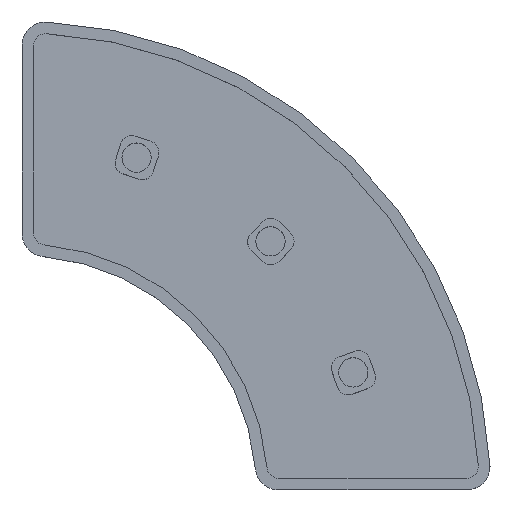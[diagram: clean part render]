
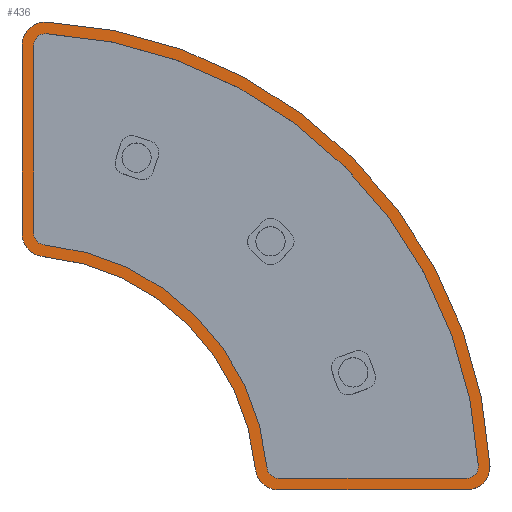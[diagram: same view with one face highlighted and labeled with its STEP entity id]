
A CAD part, top view. The second image highlights one B-rep face of the part: STEP entity #436.
In plain terms, the highlighted planar face has unit normal (0, 0, 1).
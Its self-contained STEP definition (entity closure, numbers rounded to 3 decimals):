
#1 = VECTOR ( 'NONE', #1266, 1000. ) ;
#8 = CARTESIAN_POINT ( 'NONE',  ( -26.275, 11.882, 2.5 ) ) ;
#20 = EDGE_CURVE ( 'NONE', #1305, #971, #1593, .T. ) ;
#53 = VERTEX_POINT ( 'NONE', #1535 ) ;
#56 = CIRCLE ( 'NONE', #559, 2. ) ;
#57 = DIRECTION ( 'NONE',  ( -1., 0., 0. ) ) ;
#62 = DIRECTION ( 'NONE',  ( -1., 0., 0. ) ) ;
#84 = CARTESIAN_POINT ( 'NONE',  ( -27.275, 11.882, 2.5 ) ) ;
#102 = CARTESIAN_POINT ( 'NONE',  ( -28.275, 11.882, 2.5 ) ) ;
#108 = EDGE_LOOP ( 'NONE', ( #1332, #412, #765, #207, #821, #793, #466, #1201, #1539 ) ) ;
#124 = AXIS2_PLACEMENT_3D ( 'NONE', #405, #919, #62 ) ;
#127 = DIRECTION ( 'NONE',  ( -1., 0., 0. ) ) ;
#156 = CARTESIAN_POINT ( 'NONE',  ( -28.275, -10.027, 2.5 ) ) ;
#158 = CIRCLE ( 'NONE', #1442, 2. ) ;
#161 = AXIS2_PLACEMENT_3D ( 'NONE', #423, #584, #1755 ) ;
#177 = ORIENTED_EDGE ( 'NONE', *, *, #1860, .F. ) ;
#183 = EDGE_CURVE ( 'NONE', #1866, #1474, #2187, .T. ) ;
#207 = ORIENTED_EDGE ( 'NONE', *, *, #1705, .F. ) ;
#216 = CARTESIAN_POINT ( 'NONE',  ( -26.456, 9.89, 2.5 ) ) ;
#220 = CARTESIAN_POINT ( 'NONE',  ( -7.362, -8.118, 2.5 ) ) ;
#236 = VERTEX_POINT ( 'NONE', #2179 ) ;
#244 = DIRECTION ( 'NONE',  ( -1., 0., 0. ) ) ;
#275 = CARTESIAN_POINT ( 'NONE',  ( -26.275, -9.027, 2.5 ) ) ;
#326 = VERTEX_POINT ( 'NONE', #1194 ) ;
#332 = DIRECTION ( 'NONE',  ( -1., 0., 0. ) ) ;
#349 = AXIS2_PLACEMENT_3D ( 'NONE', #467, #1443, #1813 ) ;
#356 = EDGE_CURVE ( 'NONE', #1063, #1738, #592, .T. ) ;
#405 = CARTESIAN_POINT ( 'NONE',  ( -6.366, -8.027, 2.5 ) ) ;
#412 = ORIENTED_EDGE ( 'NONE', *, *, #1772, .F. ) ;
#423 = CARTESIAN_POINT ( 'NONE',  ( -28.275, -10.027, 2.5 ) ) ;
#436 = ADVANCED_FACE ( 'NONE', ( #1711, #1380 ), #1545, .F. ) ;
#448 = DIRECTION ( 'NONE',  ( 1., 0., 0. ) ) ;
#466 = ORIENTED_EDGE ( 'NONE', *, *, #2062, .F. ) ;
#467 = CARTESIAN_POINT ( 'NONE',  ( -28.275, -10.027, 2.5 ) ) ;
#522 = DIRECTION ( 'NONE',  ( 1., 0., 0. ) ) ;
#531 = DIRECTION ( 'NONE',  ( 0., 0., -1. ) ) ;
#534 = DIRECTION ( 'NONE',  ( 1., 0., 0. ) ) ;
#547 = CARTESIAN_POINT ( 'NONE',  ( -27.275, 27.92, 2.5 ) ) ;
#557 = LINE ( 'NONE', #1573, #1 ) ;
#559 = AXIS2_PLACEMENT_3D ( 'NONE', #1897, #719, #534 ) ;
#560 = LINE ( 'NONE', #1244, #1627 ) ;
#584 = DIRECTION ( 'NONE',  ( 0., 0., 1. ) ) ;
#592 = CIRCLE ( 'NONE', #876, 21. ) ;
#596 = VECTOR ( 'NONE', #773, 1000. ) ;
#598 = VERTEX_POINT ( 'NONE', #1278 ) ;
#600 = EDGE_CURVE ( 'NONE', #1776, #732, #1493, .T. ) ;
#609 = EDGE_CURVE ( 'NONE', #1203, #598, #990, .T. ) ;
#658 = ORIENTED_EDGE ( 'NONE', *, *, #1850, .F. ) ;
#660 = CARTESIAN_POINT ( 'NONE',  ( 9.673, -10.027, 2.5 ) ) ;
#662 = DIRECTION ( 'NONE',  ( -1., 0., 0. ) ) ;
#701 = DIRECTION ( 'NONE',  ( 0., 0., -1. ) ) ;
#718 = EDGE_CURVE ( 'NONE', #326, #971, #917, .T. ) ;
#719 = DIRECTION ( 'NONE',  ( 0., 0., -1. ) ) ;
#732 = VERTEX_POINT ( 'NONE', #1708 ) ;
#735 = AXIS2_PLACEMENT_3D ( 'NONE', #1550, #1008, #2200 ) ;
#765 = ORIENTED_EDGE ( 'NONE', *, *, #1315, .F. ) ;
#773 = DIRECTION ( 'NONE',  ( 0., -1., 0. ) ) ;
#785 = ORIENTED_EDGE ( 'NONE', *, *, #1820, .F. ) ;
#793 = ORIENTED_EDGE ( 'NONE', *, *, #609, .F. ) ;
#807 = CARTESIAN_POINT ( 'NONE',  ( 11.673, -8.027, 2.5 ) ) ;
#821 = ORIENTED_EDGE ( 'NONE', *, *, #1381, .F. ) ;
#824 = DIRECTION ( 'NONE',  ( 0., 0., 1. ) ) ;
#849 = EDGE_CURVE ( 'NONE', #1305, #960, #158, .T. ) ;
#876 = AXIS2_PLACEMENT_3D ( 'NONE', #156, #1521, #662 ) ;
#902 = EDGE_LOOP ( 'NONE', ( #1605, #177, #1926, #1654, #1426, #785, #2023, #658 ) ) ;
#917 = CIRCLE ( 'NONE', #1485, 2. ) ;
#919 = DIRECTION ( 'NONE',  ( 0., 0., 1. ) ) ;
#952 = CIRCLE ( 'NONE', #1228, 1. ) ;
#960 = VERTEX_POINT ( 'NONE', #102 ) ;
#971 = VERTEX_POINT ( 'NONE', #1628 ) ;
#986 = AXIS2_PLACEMENT_3D ( 'NONE', #1000, #1477, #127 ) ;
#988 = VERTEX_POINT ( 'NONE', #1659 ) ;
#990 = CIRCLE ( 'NONE', #1981, 2. ) ;
#1000 = CARTESIAN_POINT ( 'NONE',  ( -26.275, 11.882, 2.5 ) ) ;
#1008 = DIRECTION ( 'NONE',  ( 0., 0., -1. ) ) ;
#1047 = DIRECTION ( 'NONE',  ( -1., 0., 0. ) ) ;
#1063 = VERTEX_POINT ( 'NONE', #1294 ) ;
#1194 = CARTESIAN_POINT ( 'NONE',  ( -6.366, -10.027, 2.5 ) ) ;
#1199 = VECTOR ( 'NONE', #1949, 1000. ) ;
#1201 = ORIENTED_EDGE ( 'NONE', *, *, #849, .F. ) ;
#1203 = VERTEX_POINT ( 'NONE', #1847 ) ;
#1224 = CARTESIAN_POINT ( 'NONE',  ( -28.275, -10.027, 2.5 ) ) ;
#1227 = AXIS2_PLACEMENT_3D ( 'NONE', #8, #531, #1047 ) ;
#1228 = AXIS2_PLACEMENT_3D ( 'NONE', #1375, #1570, #57 ) ;
#1244 = CARTESIAN_POINT ( 'NONE',  ( -6.366, -10.027, 2.5 ) ) ;
#1266 = DIRECTION ( 'NONE',  ( 0., 1., 0. ) ) ;
#1278 = CARTESIAN_POINT ( 'NONE',  ( -26.169, 29.917, 2.5 ) ) ;
#1294 = CARTESIAN_POINT ( 'NONE',  ( -26.365, 10.886, 2.5 ) ) ;
#1300 = CIRCLE ( 'NONE', #349, 40. ) ;
#1301 = CARTESIAN_POINT ( 'NONE',  ( -26.222, 28.919, 2.5 ) ) ;
#1302 = EDGE_CURVE ( 'NONE', #236, #1866, #952, .T. ) ;
#1305 = VERTEX_POINT ( 'NONE', #216 ) ;
#1315 = EDGE_CURVE ( 'NONE', #1556, #1699, #56, .T. ) ;
#1332 = ORIENTED_EDGE ( 'NONE', *, *, #718, .F. ) ;
#1333 = DIRECTION ( 'NONE',  ( 1., 0., 0. ) ) ;
#1375 = CARTESIAN_POINT ( 'NONE',  ( 9.673, -8.027, 2.5 ) ) ;
#1380 = FACE_OUTER_BOUND ( 'NONE', #108, .T. ) ;
#1381 = EDGE_CURVE ( 'NONE', #598, #53, #1300, .T. ) ;
#1394 = EDGE_CURVE ( 'NONE', #988, #236, #1791, .T. ) ;
#1404 = AXIS2_PLACEMENT_3D ( 'NONE', #1658, #824, #332 ) ;
#1426 = ORIENTED_EDGE ( 'NONE', *, *, #1394, .F. ) ;
#1442 = AXIS2_PLACEMENT_3D ( 'NONE', #1880, #701, #1333 ) ;
#1443 = DIRECTION ( 'NONE',  ( 0., 0., -1. ) ) ;
#1444 = CIRCLE ( 'NONE', #735, 2. ) ;
#1474 = VERTEX_POINT ( 'NONE', #1301 ) ;
#1477 = DIRECTION ( 'NONE',  ( 0., 0., 1. ) ) ;
#1479 = AXIS2_PLACEMENT_3D ( 'NONE', #1224, #1735, #522 ) ;
#1485 = AXIS2_PLACEMENT_3D ( 'NONE', #1717, #1859, #1891 ) ;
#1493 = LINE ( 'NONE', #84, #596 ) ;
#1518 = CIRCLE ( 'NONE', #986, 1. ) ;
#1521 = DIRECTION ( 'NONE',  ( 0., 0., -1. ) ) ;
#1535 = CARTESIAN_POINT ( 'NONE',  ( 11.67, -7.922, 2.5 ) ) ;
#1539 = ORIENTED_EDGE ( 'NONE', *, *, #20, .T. ) ;
#1545 = PLANE ( 'NONE',  #1227 ) ;
#1550 = CARTESIAN_POINT ( 'NONE',  ( 9.673, -8.027, 2.5 ) ) ;
#1555 = CIRCLE ( 'NONE', #1404, 1. ) ;
#1556 = VERTEX_POINT ( 'NONE', #807 ) ;
#1570 = DIRECTION ( 'NONE',  ( 0., 0., 1. ) ) ;
#1573 = CARTESIAN_POINT ( 'NONE',  ( -28.275, 11.882, 2.5 ) ) ;
#1593 = CIRCLE ( 'NONE', #1479, 20. ) ;
#1605 = ORIENTED_EDGE ( 'NONE', *, *, #600, .F. ) ;
#1627 = VECTOR ( 'NONE', #244, 1000. ) ;
#1628 = CARTESIAN_POINT ( 'NONE',  ( -8.357, -8.209, 2.5 ) ) ;
#1654 = ORIENTED_EDGE ( 'NONE', *, *, #1302, .F. ) ;
#1658 = CARTESIAN_POINT ( 'NONE',  ( -26.275, 27.92, 2.5 ) ) ;
#1659 = CARTESIAN_POINT ( 'NONE',  ( -6.366, -9.027, 2.5 ) ) ;
#1662 = CIRCLE ( 'NONE', #124, 1. ) ;
#1699 = VERTEX_POINT ( 'NONE', #660 ) ;
#1705 = EDGE_CURVE ( 'NONE', #53, #1556, #1444, .T. ) ;
#1708 = CARTESIAN_POINT ( 'NONE',  ( -27.275, 11.882, 2.5 ) ) ;
#1711 = FACE_BOUND ( 'NONE', #902, .T. ) ;
#1717 = CARTESIAN_POINT ( 'NONE',  ( -6.366, -8.027, 2.5 ) ) ;
#1735 = DIRECTION ( 'NONE',  ( 0., 0., -1. ) ) ;
#1738 = VERTEX_POINT ( 'NONE', #220 ) ;
#1755 = DIRECTION ( 'NONE',  ( -1., 0., 0. ) ) ;
#1772 = EDGE_CURVE ( 'NONE', #1699, #326, #560, .T. ) ;
#1776 = VERTEX_POINT ( 'NONE', #547 ) ;
#1791 = LINE ( 'NONE', #275, #1199 ) ;
#1796 = CARTESIAN_POINT ( 'NONE',  ( -26.275, 27.92, 2.5 ) ) ;
#1813 = DIRECTION ( 'NONE',  ( 1., 0., 0. ) ) ;
#1820 = EDGE_CURVE ( 'NONE', #1738, #988, #1662, .T. ) ;
#1847 = CARTESIAN_POINT ( 'NONE',  ( -28.275, 27.92, 2.5 ) ) ;
#1850 = EDGE_CURVE ( 'NONE', #732, #1063, #1518, .T. ) ;
#1859 = DIRECTION ( 'NONE',  ( 0., 0., -1. ) ) ;
#1860 = EDGE_CURVE ( 'NONE', #1474, #1776, #1555, .T. ) ;
#1866 = VERTEX_POINT ( 'NONE', #2152 ) ;
#1880 = CARTESIAN_POINT ( 'NONE',  ( -26.275, 11.882, 2.5 ) ) ;
#1891 = DIRECTION ( 'NONE',  ( 1., 0., 0. ) ) ;
#1897 = CARTESIAN_POINT ( 'NONE',  ( 9.673, -8.027, 2.5 ) ) ;
#1926 = ORIENTED_EDGE ( 'NONE', *, *, #183, .F. ) ;
#1949 = DIRECTION ( 'NONE',  ( 1., 0., 0. ) ) ;
#1964 = DIRECTION ( 'NONE',  ( 0., 0., -1. ) ) ;
#1981 = AXIS2_PLACEMENT_3D ( 'NONE', #1796, #1964, #448 ) ;
#2023 = ORIENTED_EDGE ( 'NONE', *, *, #356, .F. ) ;
#2062 = EDGE_CURVE ( 'NONE', #960, #1203, #557, .T. ) ;
#2152 = CARTESIAN_POINT ( 'NONE',  ( 10.671, -7.975, 2.5 ) ) ;
#2179 = CARTESIAN_POINT ( 'NONE',  ( 9.673, -9.027, 2.5 ) ) ;
#2187 = CIRCLE ( 'NONE', #161, 39. ) ;
#2200 = DIRECTION ( 'NONE',  ( 1., 0., 0. ) ) ;
